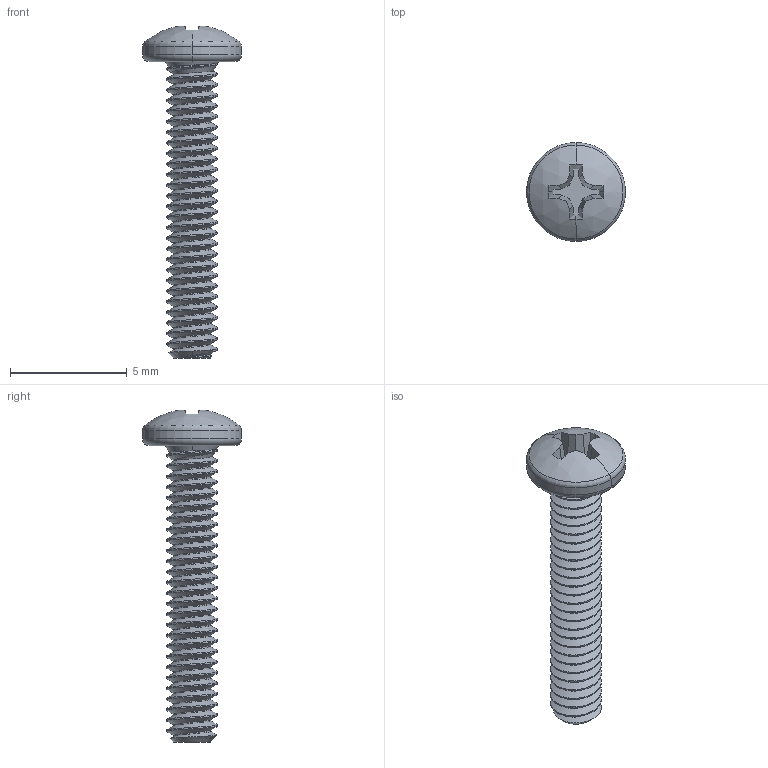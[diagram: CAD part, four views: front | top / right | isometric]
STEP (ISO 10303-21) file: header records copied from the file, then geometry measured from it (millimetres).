
FILE_DESCRIPTION (( 'STEP AP203' ), '1' );
FILE_NAME ('91400A062_Mil. Spec. Phillips Rounded Head Screws.STEP', '2022-08-18T13:29:37', ( 'Administrator' ), ( 'Managed by Terraform' ), 'SwSTEP 2.0', 'SolidWorks 2017', '' );
FILE_SCHEMA (( 'CONFIG_CONTROL_DESIGN' ));
Length unit declared in the file: inch
Products named in the file (1): 91400A062_Mil. Spec. Phillips Rounded Head Screws
Bounding box: 4.24 x 4.24 x 14.22 mm (x, y, z)
Volume: 50.6 mm3; surface area: 175.7 mm2
Topology: 1 solids, 1 shells, 99 faces, 281 edges, 185 vertices
Faces by surface type: cylinder 57, plane 19, cone 14, torus 4, bspline 3, sphere 2
Entity records: 6404 total; most frequent: CARTESIAN_POINT 4094, ORIENTED_EDGE 562, DIRECTION 392, EDGE_CURVE 281, VERTEX_POINT 185, AXIS2_PLACEMENT_3D 149, EDGE_LOOP 100, ADVANCED_FACE 99
